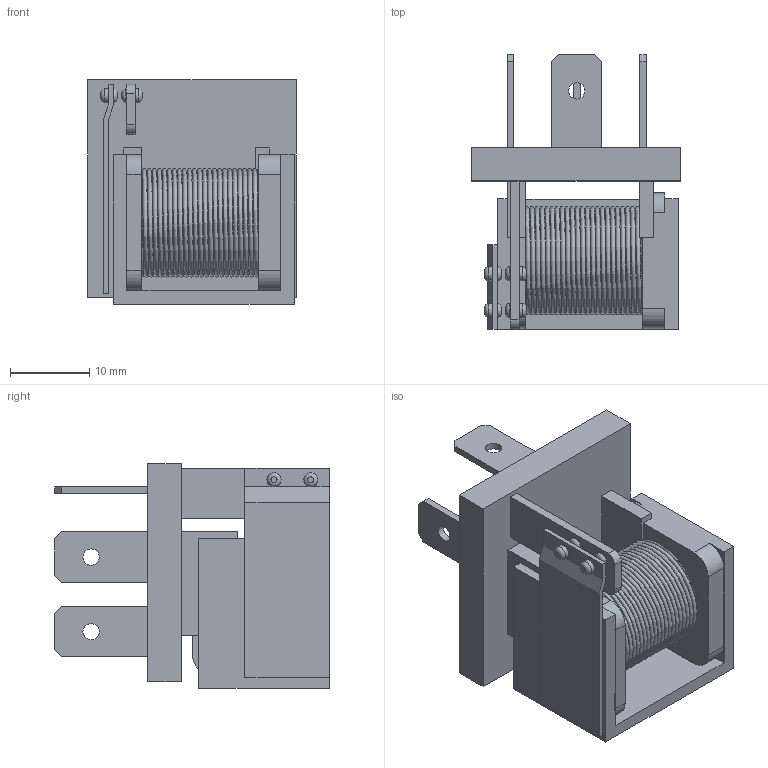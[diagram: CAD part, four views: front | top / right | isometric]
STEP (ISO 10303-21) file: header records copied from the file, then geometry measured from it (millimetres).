
FILE_DESCRIPTION(/* description */ ('Unknown'),/* implementation_level */ '2;1');
FILE_NAME(/* name */ 'Relay - 1912-12V-100A',/* time_stamp */ '2018-10-29T21:08:16-04:00',/* author */ ('Unknown'),/* organization */ ('Unknown'),/* preprocessor_version */ 'ST-DEVELOPER v16.7',/* originating_system */ 'DEX',/* authorisation */ $);
FILE_SCHEMA (('AUTOMOTIVE_DESIGN {1 0 10303 214 3 1 1}'));
Length unit declared in the file: millimetre
Products named in the file (1): Relay - 1912-12V-100A
Bounding box: 26.36 x 34.76 x 28.43 mm (x, y, z)
Volume: 8748.7 mm3; surface area: 8048 mm2
Topology: 2 solids, 22 shells, 290 faces, 711 edges, 472 vertices
Faces by surface type: plane 221, bspline 41, cylinder 20, torus 8
Full cylindrical faces by diameter (mm): 1.782 x6, 2.057 x4, 12.482 x1
Entity records: 14414 total; most frequent: CARTESIAN_POINT 6259, ORIENTED_EDGE 1350, DIRECTION 956, EDGE_CURVE 675, VERTEX_POINT 462, FACE_BOUND 351, EDGE_LOOP 350, LINE 348
